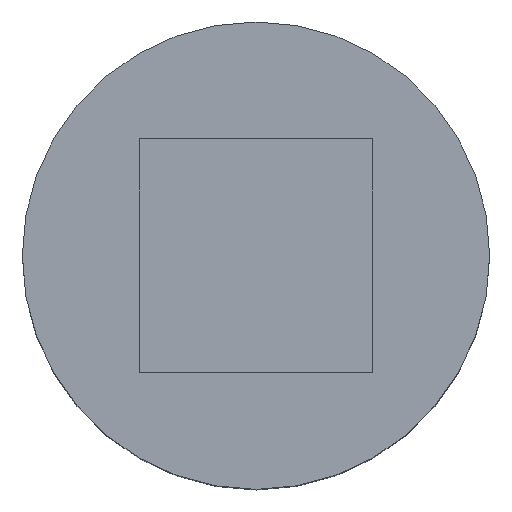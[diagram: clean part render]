
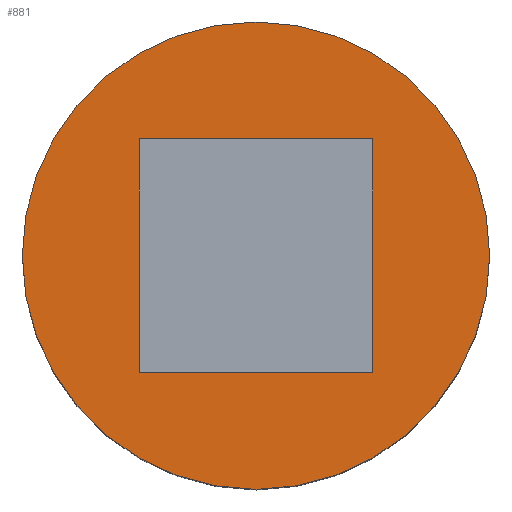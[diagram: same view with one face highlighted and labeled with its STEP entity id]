
A CAD part, top view. The second image highlights one B-rep face of the part: STEP entity #881.
In plain terms, the highlighted planar face has unit normal (0, 0, 1).
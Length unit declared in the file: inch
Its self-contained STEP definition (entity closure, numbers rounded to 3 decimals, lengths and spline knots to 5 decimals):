
#581=CARTESIAN_POINT('',(0.2,0.0,0.3));
#582=VERTEX_POINT('',#581);
#598=CARTESIAN_POINT('',(-0.2,0.,0.3));
#599=VERTEX_POINT('',#598);
#606=CARTESIAN_POINT('',(0.0,0.0,0.3));
#607=DIRECTION('',(0.0,0.0,1.0));
#608=DIRECTION('',(1.0,0.0,0.0));
#609=AXIS2_PLACEMENT_3D('',#606,#607,#608);
#610=CIRCLE('',#609,0.2);
#611=EDGE_CURVE('',#582,#599,#610,.T.);
#703=CARTESIAN_POINT('',(-0.1,-0.1,0.3));
#704=VERTEX_POINT('',#703);
#711=CARTESIAN_POINT('',(0.1,-0.1,0.3));
#712=VERTEX_POINT('',#711);
#713=CARTESIAN_POINT('',(0.1,-0.1,0.3));
#714=DIRECTION('',(-1.0,0.0,0.0));
#715=VECTOR('',#714,0.2);
#716=LINE('',#713,#715);
#717=EDGE_CURVE('',#712,#704,#716,.T.);
#734=CARTESIAN_POINT('',(-0.1,0.1,0.3));
#735=VERTEX_POINT('',#734);
#742=CARTESIAN_POINT('',(-0.1,-0.1,0.3));
#743=DIRECTION('',(0.0,1.0,0.0));
#744=VECTOR('',#743,0.2);
#745=LINE('',#742,#744);
#746=EDGE_CURVE('',#704,#735,#745,.T.);
#758=CARTESIAN_POINT('',(0.1,0.1,0.3));
#759=VERTEX_POINT('',#758);
#766=CARTESIAN_POINT('',(-0.1,0.1,0.3));
#767=DIRECTION('',(1.0,0.0,0.0));
#768=VECTOR('',#767,0.2);
#769=LINE('',#766,#768);
#770=EDGE_CURVE('',#735,#759,#769,.T.);
#783=CARTESIAN_POINT('',(0.1,0.1,0.3));
#784=DIRECTION('',(0.0,-1.0,0.0));
#785=VECTOR('',#784,0.2);
#786=LINE('',#783,#785);
#787=EDGE_CURVE('',#759,#712,#786,.T.);
#834=CARTESIAN_POINT('',(0.0,0.0,0.3));
#835=DIRECTION('',(0.0,0.0,1.0));
#836=DIRECTION('',(1.0,0.0,0.0));
#837=AXIS2_PLACEMENT_3D('',#834,#835,#836);
#838=CIRCLE('',#837,0.2);
#839=EDGE_CURVE('',#599,#582,#838,.T.);
#866=CARTESIAN_POINT('',(0.0,0.0,0.3));
#867=DIRECTION('',(0.0,0.0,1.0));
#868=DIRECTION('',(1.0,0.0,0.0));
#869=AXIS2_PLACEMENT_3D('',#866,#867,#868);
#870=PLANE('',#869);
#871=ORIENTED_EDGE('',*,*,#611,.T.);
#872=ORIENTED_EDGE('',*,*,#839,.T.);
#873=EDGE_LOOP('',(#871,#872));
#874=FACE_OUTER_BOUND('',#873,.T.);
#875=ORIENTED_EDGE('',*,*,#717,.T.);
#876=ORIENTED_EDGE('',*,*,#746,.T.);
#877=ORIENTED_EDGE('',*,*,#770,.T.);
#878=ORIENTED_EDGE('',*,*,#787,.T.);
#879=EDGE_LOOP('',(#875,#876,#877,#878));
#880=FACE_BOUND('',#879,.T.);
#881=ADVANCED_FACE('',(#874,#880),#870,.T.);
